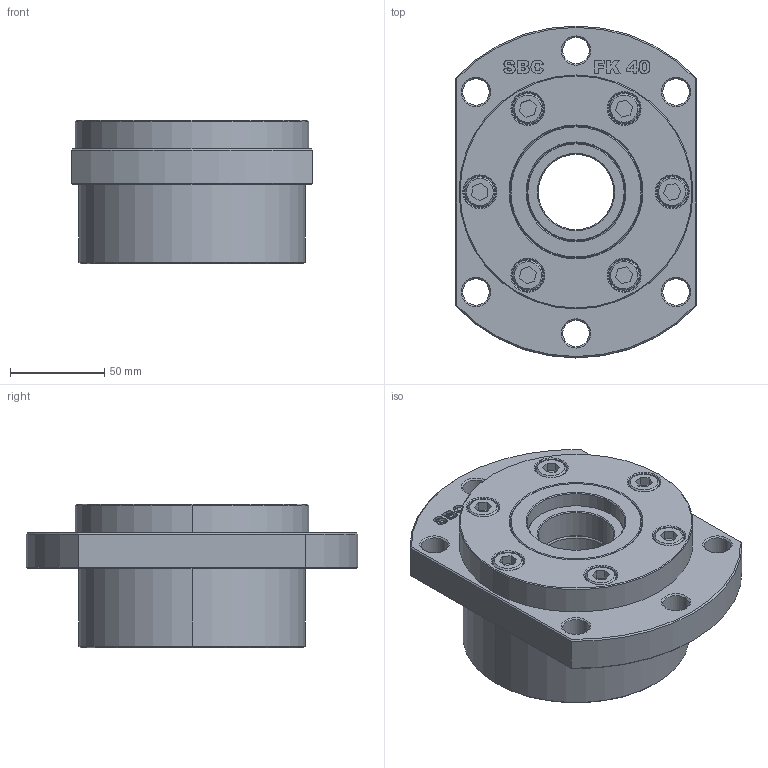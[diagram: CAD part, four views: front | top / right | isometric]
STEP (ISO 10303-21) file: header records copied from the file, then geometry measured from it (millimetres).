
FILE_DESCRIPTION (( 'STEP AP203' ), '1' );
FILE_NAME ('FK 40.STEP', '2014-10-24T07:09:45', ( 'star' ), ( '' ), 'SwSTEP 2.0', 'SolidWorks 2013', '' );
FILE_SCHEMA (( 'CONFIG_CONTROL_DESIGN' ));
Length unit declared in the file: millimetre
Products named in the file (7): FK 40 OILSEAL; M10X15; FK 40; FK 40 COVER; FK 40 COLLAR; FK 40 BLOCK; #7208B(40X80X18)
Assembly tree (14 placements, depth 2):
  FK 40
    FK 40 OILSEAL  x2
    FK 40 COVER
    FK 40 BLOCK
    M10X15  x6
    FK 40 COLLAR  x2
    #7208B(40X80X18)  x2
Bounding box: 128 x 176 x 76 mm (x, y, z)
Volume: 825889.3 mm3; surface area: 193263.9 mm2
Topology: 14 solids, 14 shells, 542 faces, 1564 edges, 948 vertices
Faces by surface type: plane 161, cone 136, cylinder 126, bspline 103, torus 16
Entity records: 18365 total; most frequent: CARTESIAN_POINT 8390, ORIENTED_EDGE 1964, DIRECTION 1784, EDGE_CURVE 982, AXIS2_PLACEMENT_3D 690, VERTEX_POINT 628, EDGE_LOOP 436, VECTOR 404
